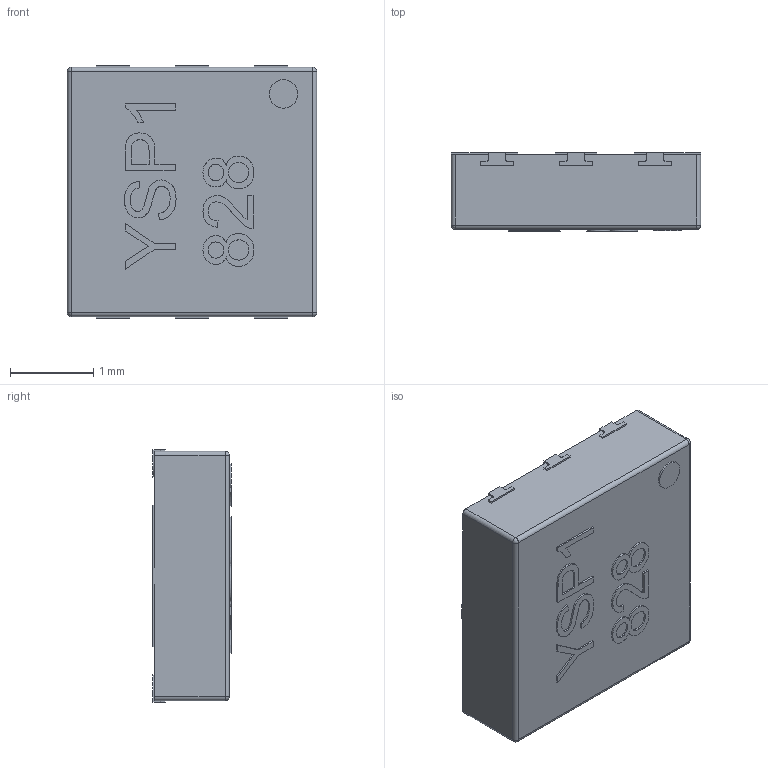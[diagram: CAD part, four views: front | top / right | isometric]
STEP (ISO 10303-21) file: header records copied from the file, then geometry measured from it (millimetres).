
FILE_DESCRIPTION(/* description */ (''),/* implementation_level */ '2;1');
FILE_NAME(/* name */ 'SPT01-335DEE.step',/* time_stamp */ '2021-02-17T00:40:20+01:00',/* author */ (''),/* organization */ (''),/* preprocessor_version */ 'ST-DEVELOPER v18.1',/* originating_system */ 'Autodesk Translation Framework v9.7.1.1290',/* authorisation */ '');
FILE_SCHEMA (('AUTOMOTIVE_DESIGN { 1 0 10303 214 3 1 1 }'));
Length unit declared in the file: millimetre
Products named in the file (1): QFN
Bounding box: 3 x 0.94 x 3.04 mm (x, y, z)
Volume: 8.2 mm3; surface area: 29.4 mm2
Topology: 1 solids, 1 shells, 301 faces, 840 edges, 556 vertices
Faces by surface type: plane 136, bspline 134, cylinder 27, sphere 4
Full cylindrical faces by diameter (mm): 0.342 x1
Entity records: 10909 total; most frequent: CARTESIAN_POINT 3976, ORIENTED_EDGE 1680, DIRECTION 962, EDGE_CURVE 840, VERTEX_POINT 556, LINE 518, VECTOR 518, EDGE_LOOP 316
